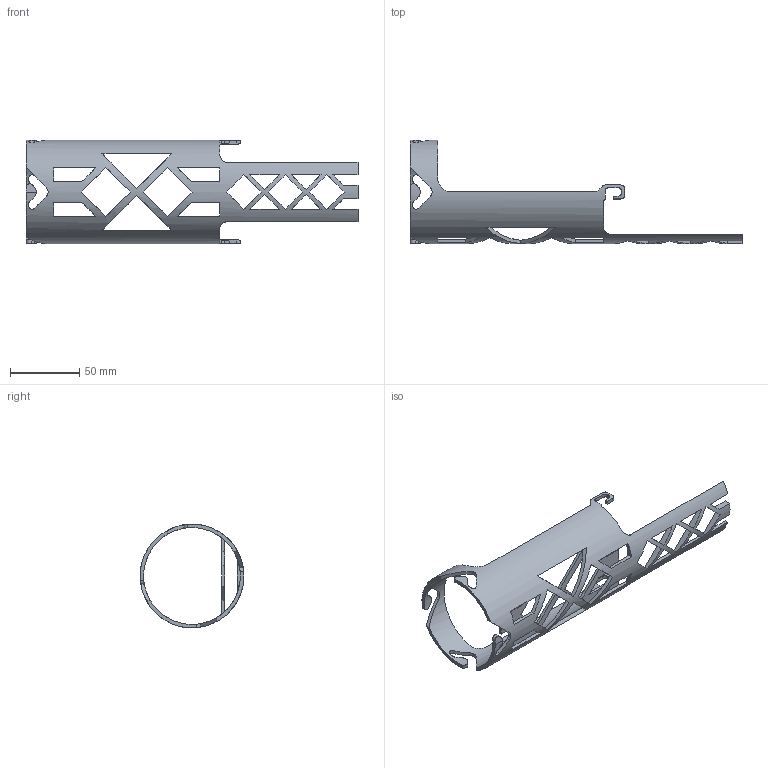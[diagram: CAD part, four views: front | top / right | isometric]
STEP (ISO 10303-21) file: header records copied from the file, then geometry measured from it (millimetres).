
FILE_DESCRIPTION(/* description */ (''),/* implementation_level */ '2;1');
FILE_NAME(/* name */ 'DHEC_electronics_chassis_v2 v2.step',/* time_stamp */ '2020-12-01T17:27:23-05:00',/* author */ (''),/* organization */ (''),/* preprocessor_version */ 'ST-DEVELOPER v18.1',/* originating_system */ 'Autodesk Translation Framework v9.3.0.1241',/* authorisation */ '');
FILE_SCHEMA (('AUTOMOTIVE_DESIGN { 1 0 10303 214 3 1 1 }'));
Length unit declared in the file: millimetre
Products named in the file (1): DHEC_electronics_chassis_v2
Bounding box: 240 x 75 x 75 mm (x, y, z)
Volume: 47409.5 mm3; surface area: 46440 mm2
Topology: 1 solids, 1 shells, 183 faces, 581 edges, 374 vertices
Faces by surface type: plane 143, cylinder 40
Full cylindrical faces by diameter (mm): 70 x1, 75 x1
Entity records: 7077 total; most frequent: CARTESIAN_POINT 1855, ORIENTED_EDGE 1162, DIRECTION 1027, EDGE_CURVE 581, VERTEX_POINT 374, LINE 351, VECTOR 351, AXIS2_PLACEMENT_3D 338
